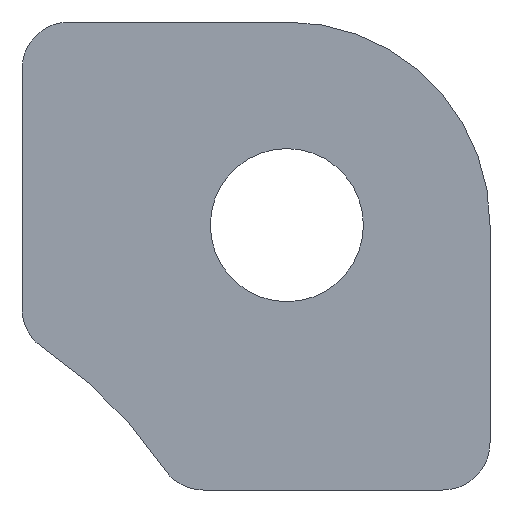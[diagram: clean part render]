
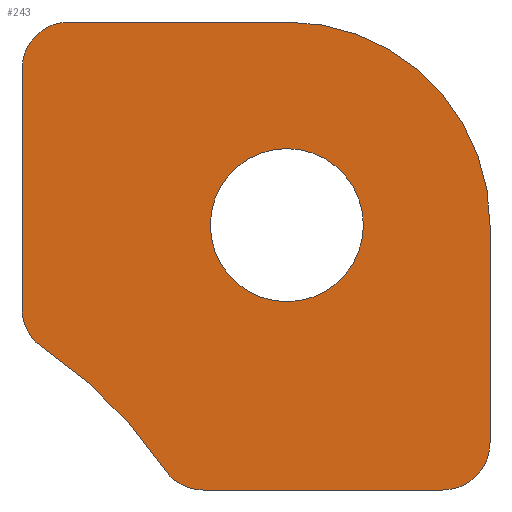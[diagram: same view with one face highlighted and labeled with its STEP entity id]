
A CAD part, left-side view. The second image highlights one B-rep face of the part: STEP entity #243.
In plain terms, the highlighted planar face has unit normal (-1, 0, 0).
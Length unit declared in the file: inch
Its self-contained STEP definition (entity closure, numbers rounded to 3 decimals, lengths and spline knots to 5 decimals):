
#16=FACE_BOUND('',#50,.T.);
#22=PLANE('',#290);
#35=FACE_OUTER_BOUND('',#49,.T.);
#49=EDGE_LOOP('',(#213,#214,#215,#216,#217,#218,#219,#220,#221,#222));
#50=EDGE_LOOP('',(#223));
#56=LINE('',#396,#75);
#60=LINE('',#408,#79);
#64=LINE('',#420,#83);
#68=LINE('',#431,#87);
#75=VECTOR('',#324,0.3937);
#79=VECTOR('',#336,0.3937);
#83=VECTOR('',#348,0.3937);
#87=VECTOR('',#360,0.3937);
#89=CIRCLE('',#265,0.21094);
#91=CIRCLE('',#268,0.13);
#93=CIRCLE('',#271,1.19);
#95=CIRCLE('',#274,0.13);
#97=CIRCLE('',#278,0.13);
#99=CIRCLE('',#282,0.56);
#101=CIRCLE('',#286,0.13);
#103=VERTEX_POINT('',#368);
#105=VERTEX_POINT('',#374);
#106=VERTEX_POINT('',#375);
#109=VERTEX_POINT('',#383);
#111=VERTEX_POINT('',#389);
#113=VERTEX_POINT('',#395);
#115=VERTEX_POINT('',#401);
#117=VERTEX_POINT('',#407);
#119=VERTEX_POINT('',#413);
#121=VERTEX_POINT('',#419);
#123=VERTEX_POINT('',#425);
#125=EDGE_CURVE('',#103,#103,#89,.T.);
#128=EDGE_CURVE('',#105,#106,#91,.T.);
#132=EDGE_CURVE('',#109,#105,#93,.T.);
#135=EDGE_CURVE('',#111,#109,#95,.T.);
#138=EDGE_CURVE('',#113,#111,#56,.T.);
#141=EDGE_CURVE('',#115,#113,#97,.T.);
#144=EDGE_CURVE('',#117,#115,#60,.T.);
#147=EDGE_CURVE('',#119,#117,#99,.T.);
#150=EDGE_CURVE('',#121,#119,#64,.T.);
#153=EDGE_CURVE('',#123,#121,#101,.T.);
#156=EDGE_CURVE('',#106,#123,#68,.T.);
#213=ORIENTED_EDGE('',*,*,#156,.F.);
#214=ORIENTED_EDGE('',*,*,#128,.F.);
#215=ORIENTED_EDGE('',*,*,#132,.F.);
#216=ORIENTED_EDGE('',*,*,#135,.F.);
#217=ORIENTED_EDGE('',*,*,#138,.F.);
#218=ORIENTED_EDGE('',*,*,#141,.F.);
#219=ORIENTED_EDGE('',*,*,#144,.F.);
#220=ORIENTED_EDGE('',*,*,#147,.F.);
#221=ORIENTED_EDGE('',*,*,#150,.F.);
#222=ORIENTED_EDGE('',*,*,#153,.F.);
#223=ORIENTED_EDGE('',*,*,#125,.T.);
#243=ADVANCED_FACE('',(#35,#16),#22,.F.);
#265=AXIS2_PLACEMENT_3D('',#369,#295,#296);
#268=AXIS2_PLACEMENT_3D('',#376,#302,#303);
#271=AXIS2_PLACEMENT_3D('',#384,#310,#311);
#274=AXIS2_PLACEMENT_3D('',#390,#317,#318);
#278=AXIS2_PLACEMENT_3D('',#402,#329,#330);
#282=AXIS2_PLACEMENT_3D('',#414,#341,#342);
#286=AXIS2_PLACEMENT_3D('',#426,#353,#354);
#290=AXIS2_PLACEMENT_3D('',#434,#364,#365);
#295=DIRECTION('center_axis',(1.,0.,0.));
#296=DIRECTION('ref_axis',(0.,-1.,0.));
#302=DIRECTION('center_axis',(1.,0.,0.));
#303=DIRECTION('ref_axis',(0.,0.553,-0.833));
#310=DIRECTION('center_axis',(-1.,0.,0.));
#311=DIRECTION('ref_axis',(0.,0.553,-0.833));
#317=DIRECTION('center_axis',(1.,0.,0.));
#318=DIRECTION('ref_axis',(0.,0.,-1.));
#324=DIRECTION('',(0.,1.,0.));
#329=DIRECTION('center_axis',(1.,0.,0.));
#330=DIRECTION('ref_axis',(0.,-1.,0.));
#336=DIRECTION('',(0.,0.,-1.));
#341=DIRECTION('center_axis',(1.,0.,0.));
#342=DIRECTION('ref_axis',(0.,0.,1.));
#348=DIRECTION('',(0.,-1.,0.));
#353=DIRECTION('center_axis',(1.,0.,0.));
#354=DIRECTION('ref_axis',(0.,1.,0.));
#360=DIRECTION('',(0.,0.,1.));
#364=DIRECTION('center_axis',(1.,0.,0.));
#365=DIRECTION('ref_axis',(0.,0.,-1.));
#368=CARTESIAN_POINT('',(0.,0.77094,0.73));
#369=CARTESIAN_POINT('Origin',(0.,0.56,0.73));
#374=CARTESIAN_POINT('',(0.,1.23189,0.39146));
#375=CARTESIAN_POINT('',(0.,1.29,0.49977));
#376=CARTESIAN_POINT('Origin',(0.,1.16,0.49977));
#383=CARTESIAN_POINT('',(0.,0.89854,0.05811));
#384=CARTESIAN_POINT('Origin',(0.,1.89,-0.6));
#389=CARTESIAN_POINT('',(0.,0.79023,0.));
#390=CARTESIAN_POINT('Origin',(0.,0.79023,0.13));
#395=CARTESIAN_POINT('',(0.,0.13,0.));
#396=CARTESIAN_POINT('',(0.,0.13,0.));
#401=CARTESIAN_POINT('',(0.,0.,0.13));
#402=CARTESIAN_POINT('Origin',(0.,0.13,0.13));
#407=CARTESIAN_POINT('',(0.,0.,0.73));
#408=CARTESIAN_POINT('',(0.,0.,0.73));
#413=CARTESIAN_POINT('',(0.,0.56,1.29));
#414=CARTESIAN_POINT('Origin',(0.,0.56,0.73));
#419=CARTESIAN_POINT('',(0.,1.16,1.29));
#420=CARTESIAN_POINT('',(0.,1.16,1.29));
#425=CARTESIAN_POINT('',(0.,1.29,1.16));
#426=CARTESIAN_POINT('Origin',(0.,1.16,1.16));
#431=CARTESIAN_POINT('',(0.,1.29,0.49977));
#434=CARTESIAN_POINT('Origin',(0.,0.63998,0.65002));
